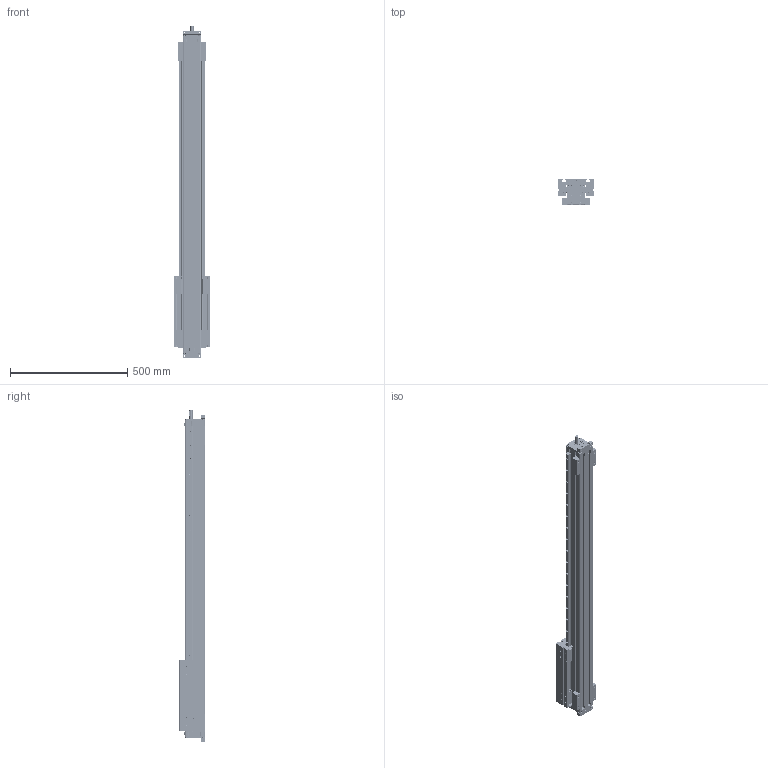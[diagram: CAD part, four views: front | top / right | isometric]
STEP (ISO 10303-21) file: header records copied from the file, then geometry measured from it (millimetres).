
FILE_DESCRIPTION (( 'STEP AP203' ), '1' );
FILE_NAME ('MVS80-1000-20XX-RA+ support.STEP', '2023-03-15T07:05:40', ( '' ), ( '' ), 'SwSTEP 2.0', 'SolidWorks 2021', '' );
FILE_SCHEMA (( 'CONFIG_CONTROL_DESIGN' ));
Length unit declared in the file: millimetre
Products named in the file (40): G2A001; VTBTM0,60-020_VTBCA0,60-020; MVS80-MVS80-cuscinetto_-_3202_a-2z-2_1_04_1; VTCEZ0,50-018_ISO 4762 M5 x 18 --- 18N; A2AA001 piedino testata 80; MVS80-MVS80-cuscinetto_-_3202_a-2z-2_1_05_1; VTCEZ0,60-016_DIN 912 M6 x 40 --- 24N; CHP5x5x20_Parallel key A5 x 5 x 20 DIN 6885; ZM-screw-Rollco_ZM screw M4; G2W001; VTCEZ0,60-040_VTCEZ0,60-040; E2AA003L; SGA15_Circlip DIN 471 - 15 x 1; MVS80-MVS80-cuscinetto_-_3202_a-2z-2_1_06_1; A2P008; MVS80-MVS80-cuscinetto_-_3202_a-2z-2_1_01_1; E2W010; MVS80-MVS80-cuscinetto_-_3202_a-2z-2_1_03_1; MVS80-MVS80-A2D005 - SBI 20 CLS_A2D005; MVS80-MVS80-cuscinetto_-_3202_a-2z-2_1_02_1; MVS80-1000-20XX-RA+ support; E2W002 - vers. 3; E2W003; MVS80-VSFR20XX-XXXX-E3-D3_VSFR20YY-XXXX-E3-D3; MVS80-MVS80-MV-XSY20YY-C1_MV-XSY20YY-C1; MVS80-MVS80-A2M002_XXXX_A2M002_XXXX; MVS80-MVS80-GFEM#38x15-265-8_GFEM38x1508; MVS80-MVS80-A2L001_0300_A2L001_XXXX; CSR-03202-2RS; VTCEZ0,50-020_ISO 4762 M5 x 20 --- 20N; MVS80-A2G004_XXXXSLDPRT_A2G004_XXXX; VTCEZ0,60-030_VTCEZ0,60-030; ZM-nut-Rollco_ZM 15; MVS80-MVS80-E2A001_XXXX_E2A001_XXXX; GFPM15x1008_Lock Nut ZM 15; VTSTA0,30-008; CSR-06202-2RS_SKF - 6202 - 10,DE,AC,10_68; DTM05; MVS80-MVS80-E2P003G_B_E2P003L; VTSTA0,40-008
Assembly tree (159 placements, depth 3):
  MVS80-1000-20XX-RA+ support
    MVS80-MVS80-E2A001_XXXX_E2A001_XXXX
    MVS80-VSFR20XX-XXXX-E3-D3_VSFR20YY-XXXX-E3-D3
    SGA15_Circlip DIN 471 - 15 x 1
    MVS80-MVS80-E2P003G_B_E2P003L
    E2W002 - vers. 3
    CSR-03202-2RS
      MVS80-MVS80-cuscinetto_-_3202_a-2z-2_1_01_1
      MVS80-MVS80-cuscinetto_-_3202_a-2z-2_1_02_1
      MVS80-MVS80-cuscinetto_-_3202_a-2z-2_1_03_1
      MVS80-MVS80-cuscinetto_-_3202_a-2z-2_1_04_1
      MVS80-MVS80-cuscinetto_-_3202_a-2z-2_1_05_1
      MVS80-MVS80-cuscinetto_-_3202_a-2z-2_1_06_1
    MVS80-MVS80-GFEM#38x15-265-8_GFEM38x1508  x2
    MVS80-MVS80-A2L001_0300_A2L001_XXXX
    MVS80-MVS80-A2M002_XXXX_A2M002_XXXX  x2
    MVS80-A2G004_XXXXSLDPRT_A2G004_XXXX  x2
    E2W010
    VTCEZ0,60-040_VTCEZ0,60-040  x4
    VTCEZ0,60-030_VTCEZ0,60-030  x4
    CSR-06202-2RS_SKF - 6202 - 10,DE,AC,10_68
    MVS80-MVS80-MV-XSY20YY-C1_MV-XSY20YY-C1
    CHP5x5x20_Parallel key A5 x 5 x 20 DIN 6885
    E2W003
    G2A001
    DTM05  x31
    G2W001  x2
    MVS80-MVS80-A2D005 - SBI 20 CLS_A2D005  x4
    VTSTA0,40-008  x10
    VTCEZ0,50-020_ISO 4762 M5 x 20 --- 20N  x16
    VTCEZ0,60-016_DIN 912 M6 x 40 --- 24N  x10
    GFPM15x1008_Lock Nut ZM 15
      ZM-screw-Rollco_ZM screw M4  x2
      ZM-nut-Rollco_ZM 15
    A2P008  x2
    A2AA001 piedino testata 80  x2
    VTBTM0,60-020_VTBCA0,60-020  x6
    VTSTA0,30-008  x4
    VTCEZ0,50-018_ISO 4762 M5 x 18 --- 18N  x31
    E2AA003L  x4
Bounding box: 156 x 109 x 1417.5 mm (x, y, z)
Volume: 6056365.4 mm3; surface area: 2230601.2 mm2
Topology: 153 solids, 189 shells, 7410 faces, 18953 edges, 11901 vertices
Faces by surface type: plane 3003, cylinder 2726, cone 1082, torus 443, sphere 88, bspline 68
Entity records: 90951 total; most frequent: CARTESIAN_POINT 21457, DIRECTION 13344, ORIENTED_EDGE 12704, EDGE_CURVE 6396, AXIS2_PLACEMENT_3D 5063, VERTEX_POINT 4104, VECTOR 3218, LINE 3218
